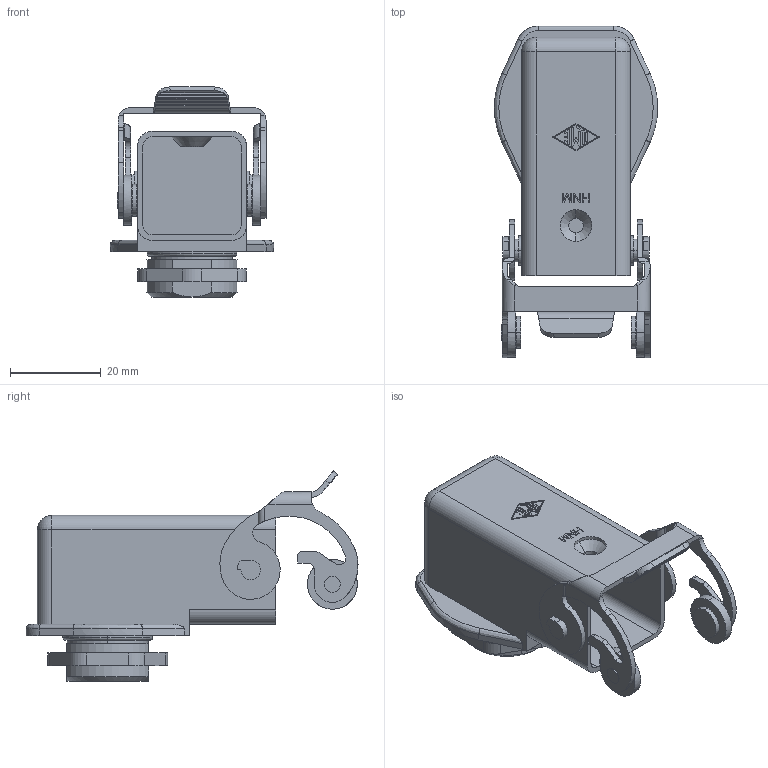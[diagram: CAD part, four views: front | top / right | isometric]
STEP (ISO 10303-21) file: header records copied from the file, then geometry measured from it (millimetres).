
FILE_DESCRIPTION(('Creo Elements/Direct Modeling STEP Export'),'2;1');
FILE_NAME('0ln7uvk5h0nhbln1380','2022-02-01T15:05:30',(''),(''),'Creo Elements/Direct Modeling STEP processor for AP214 (Solid Model)','Creo Elements/Direct Modeling 20.1B 02-Apr-2019 (C) Parametric Technology GmbH','');
FILE_SCHEMA(('AUTOMOTIVE_DESIGN { 1 0 10303 214 1 1 1 1 }'));
Length unit declared in the file: millimetre
Products named in the file (2): RKAX_IAF20
Assembly tree (1 placements, depth 2):
  RKAX_IAF20
    RKAX_IAF20
Bounding box: 36 x 73.16 x 46.3 mm (x, y, z)
Volume: 12581 mm3; surface area: 15280.5 mm2
Topology: 1 solids, 1 shells, 297 faces, 800 edges, 531 vertices
Faces by surface type: plane 151, cylinder 128, bspline 9, cone 5, sphere 2, torus 2
Entity records: 13636 total; most frequent: CARTESIAN_POINT 3853, ORIENTED_EDGE 1596, DIRECTION 1484, EDGE_CURVE 798, VERTEX_POINT 531, AXIS2_PLACEMENT_3D 512, VECTOR 460, LINE 460
